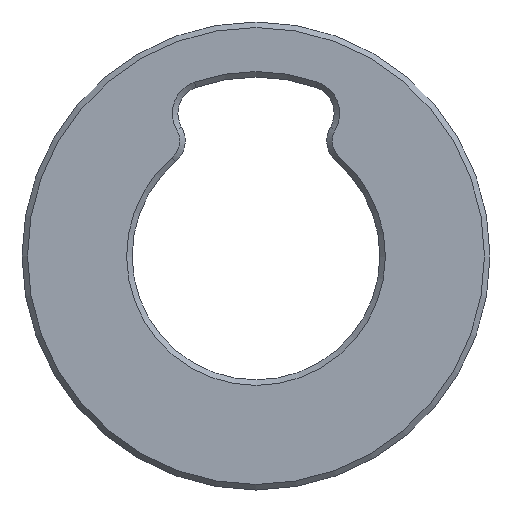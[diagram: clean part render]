
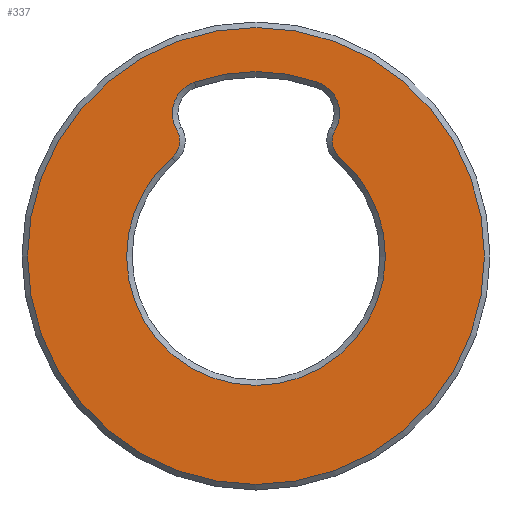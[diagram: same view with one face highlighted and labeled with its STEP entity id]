
A CAD part, front view. The second image highlights one B-rep face of the part: STEP entity #337.
In plain terms, the highlighted planar face has unit normal (0, -1, 0).
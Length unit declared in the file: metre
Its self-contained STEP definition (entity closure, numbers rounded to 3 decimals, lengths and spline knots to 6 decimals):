
#15=FACE_BOUND('',#61,.T.);
#17=PLANE('',#380);
#37=FACE_OUTER_BOUND('',#60,.T.);
#60=EDGE_LOOP('',(#244));
#61=EDGE_LOOP('',(#245,#246,#247,#248,#249,#250));
#126=CIRCLE('',#375,0.0083);
#129=CIRCLE('',#381,0.0008);
#130=CIRCLE('',#382,0.0012);
#131=CIRCLE('',#383,0.0067);
#132=CIRCLE('',#384,0.0012);
#133=CIRCLE('',#385,0.0008);
#134=CIRCLE('',#386,0.0047);
#156=VERTEX_POINT('',#559);
#159=VERTEX_POINT('',#571);
#160=VERTEX_POINT('',#572);
#161=VERTEX_POINT('',#574);
#162=VERTEX_POINT('',#576);
#163=VERTEX_POINT('',#578);
#164=VERTEX_POINT('',#580);
#185=EDGE_CURVE('',#156,#156,#126,.T.);
#190=EDGE_CURVE('',#159,#160,#129,.T.);
#191=EDGE_CURVE('',#161,#159,#130,.T.);
#192=EDGE_CURVE('',#162,#161,#131,.T.);
#193=EDGE_CURVE('',#163,#162,#132,.T.);
#194=EDGE_CURVE('',#164,#163,#133,.T.);
#195=EDGE_CURVE('',#160,#164,#134,.T.);
#244=ORIENTED_EDGE('',*,*,#185,.F.);
#245=ORIENTED_EDGE('',*,*,#190,.F.);
#246=ORIENTED_EDGE('',*,*,#191,.F.);
#247=ORIENTED_EDGE('',*,*,#192,.F.);
#248=ORIENTED_EDGE('',*,*,#193,.F.);
#249=ORIENTED_EDGE('',*,*,#194,.F.);
#250=ORIENTED_EDGE('',*,*,#195,.F.);
#337=ADVANCED_FACE('',(#37,#15),#17,.F.);
#375=AXIS2_PLACEMENT_3D('',#561,#436,#437);
#380=AXIS2_PLACEMENT_3D('',#570,#448,#449);
#381=AXIS2_PLACEMENT_3D('',#573,#450,#451);
#382=AXIS2_PLACEMENT_3D('',#575,#452,#453);
#383=AXIS2_PLACEMENT_3D('',#577,#454,#455);
#384=AXIS2_PLACEMENT_3D('',#579,#456,#457);
#385=AXIS2_PLACEMENT_3D('',#581,#458,#459);
#386=AXIS2_PLACEMENT_3D('',#582,#460,#461);
#436=DIRECTION('center_axis',(0.,1.,0.));
#437=DIRECTION('ref_axis',(1.,0.,0.));
#448=DIRECTION('center_axis',(0.,1.,0.));
#449=DIRECTION('ref_axis',(1.,0.,0.));
#450=DIRECTION('center_axis',(0.,1.,0.));
#451=DIRECTION('ref_axis',(0.986,0.,-0.17));
#452=DIRECTION('center_axis',(0.,-1.,0.));
#453=DIRECTION('ref_axis',(-0.938,0.,0.346));
#454=DIRECTION('center_axis',(0.,-1.,0.));
#455=DIRECTION('ref_axis',(-0.5,0.,0.866));
#456=DIRECTION('center_axis',(0.,-1.,0.));
#457=DIRECTION('ref_axis',(0.938,0.,0.346));
#458=DIRECTION('center_axis',(0.,1.,0.));
#459=DIRECTION('ref_axis',(-0.986,0.,-0.17));
#460=DIRECTION('center_axis',(0.,-1.,0.));
#461=DIRECTION('ref_axis',(1.,0.,0.));
#559=CARTESIAN_POINT('',(0.3917,-0.004,0.1));
#561=CARTESIAN_POINT('Origin',(0.4,-0.004,0.1));
#570=CARTESIAN_POINT('Origin',(0.4,-0.004,0.1));
#571=CARTESIAN_POINT('',(0.397123,-0.004,0.104584));
#572=CARTESIAN_POINT('',(0.396949,-0.004,0.103575));
#573=CARTESIAN_POINT('Origin',(0.39643,-0.004,0.104184));
#574=CARTESIAN_POINT('',(0.397761,-0.004,0.106315));
#575=CARTESIAN_POINT('Origin',(0.398162,-0.004,0.105184));
#576=CARTESIAN_POINT('',(0.402239,-0.004,0.106315));
#577=CARTESIAN_POINT('Origin',(0.4,-0.004,0.1));
#578=CARTESIAN_POINT('',(0.402877,-0.004,0.104584));
#579=CARTESIAN_POINT('Origin',(0.401838,-0.004,0.105184));
#580=CARTESIAN_POINT('',(0.403051,-0.004,0.103575));
#581=CARTESIAN_POINT('Origin',(0.40357,-0.004,0.104184));
#582=CARTESIAN_POINT('Origin',(0.4,-0.004,0.1));
